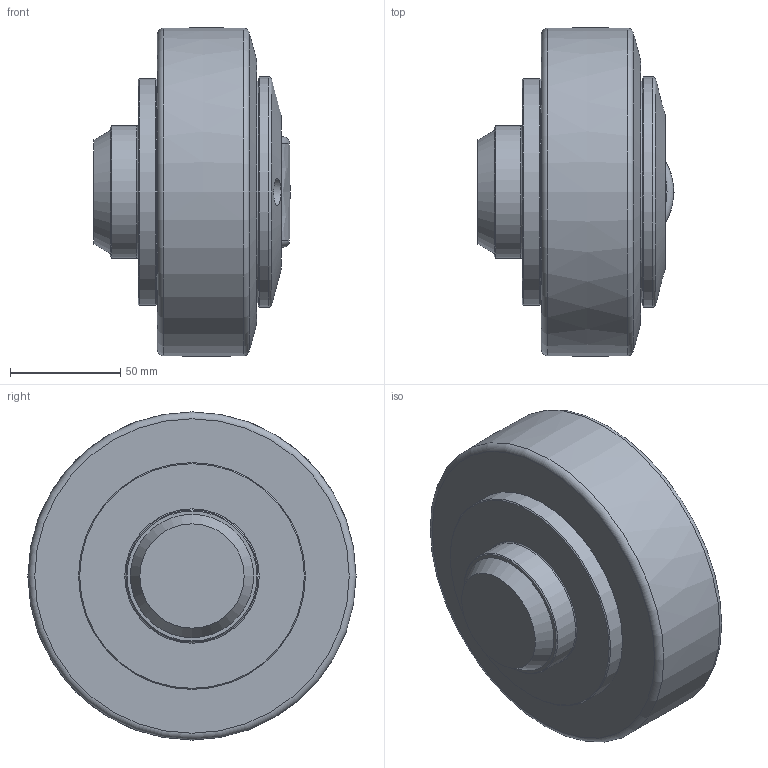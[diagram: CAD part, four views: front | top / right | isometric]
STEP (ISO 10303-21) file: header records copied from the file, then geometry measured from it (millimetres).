
FILE_DESCRIPTION(/* description */ ('-','CAx-IF Rec.Pracs.---Representation and Presentation of Product Manufacturing Information (PMI)---4.0---2014-10-13'),/* implementation_level */ '2;1');
FILE_NAME(/* name */ 'f2b6f467-8923-4192-93c5-d574d8e47f99.stp',/* time_stamp */ '2020-04-01T16:22:21+02:00',/* author */ ('-'),/* organization */ ('NTI CADcenter A/S'),/* preprocessor_version */ 'ST-DEVELOPER v18',/* originating_system */ 'Autodesk Inventor 2020',/* authorisation */ '-');
FILE_SCHEMA (('AP242_MANAGED_MODEL_BASED_3D_ENGINEERING_MIM_LF { 1 0 10303 442 1 1 4 }'));
Length unit declared in the file: millimetre
Products named in the file (1): PT 150.0320_Kontur
Bounding box: 89 x 149 x 148.99 mm (x, y, z)
Volume: 974234.7 mm3; surface area: 66666.3 mm2
Topology: 1 solids, 1 shells, 80 faces, 213 edges, 146 vertices
Faces by surface type: plane 44, cylinder 19, cone 9, torus 6, bspline 2
Full cylindrical faces by diameter (mm): 12 x2, 12.4 x2, 60 x1, 101.2 x1, 101.4 x1, 103 x1, 104.5 x1
Entity records: 2747 total; most frequent: CARTESIAN_POINT 634, DIRECTION 452, ORIENTED_EDGE 426, EDGE_CURVE 213, AXIS2_PLACEMENT_3D 174, VERTEX_POINT 146, LINE 104, VECTOR 104
